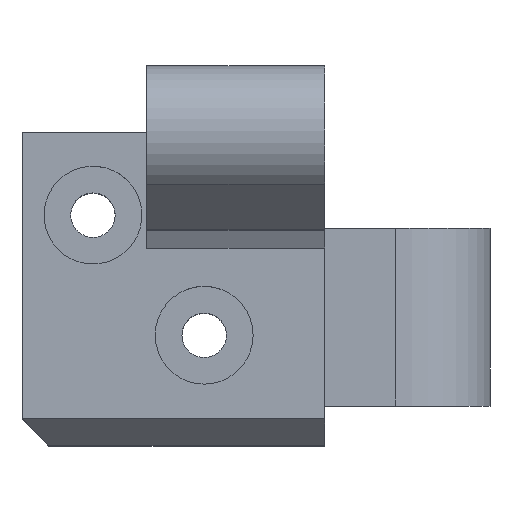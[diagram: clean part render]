
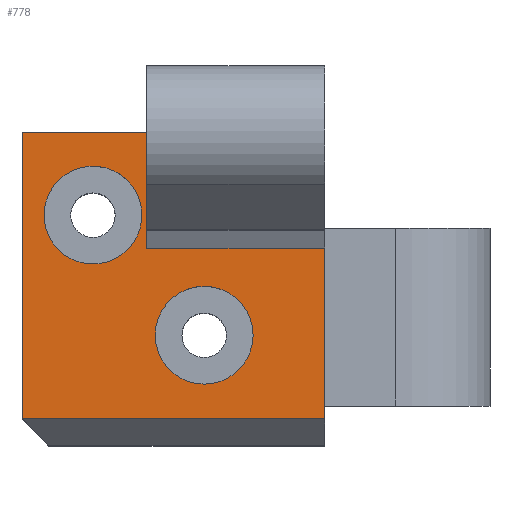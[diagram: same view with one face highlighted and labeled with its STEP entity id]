
A CAD part, top view. The second image highlights one B-rep face of the part: STEP entity #778.
In plain terms, the highlighted planar face has unit normal (0, 0, 1).
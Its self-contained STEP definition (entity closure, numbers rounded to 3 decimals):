
#46 = DIRECTION ( 'NONE',  ( 0., 0., 1. ) ) ;
#77 = EDGE_CURVE ( 'NONE', #397, #368, #457, .T. ) ;
#113 = EDGE_CURVE ( 'NONE', #520, #1666, #1099, .T. ) ;
#170 = VERTEX_POINT ( 'NONE', #429 ) ;
#190 = FACE_OUTER_BOUND ( 'NONE', #1521, .T. ) ;
#231 = ORIENTED_EDGE ( 'NONE', *, *, #77, .T. ) ;
#279 = VECTOR ( 'NONE', #1608, 1000. ) ;
#303 = EDGE_CURVE ( 'NONE', #398, #832, #782, .T. ) ;
#318 = CARTESIAN_POINT ( 'NONE',  ( 109.65, -11.45, 78.6 ) ) ;
#332 = DIRECTION ( 'NONE',  ( 0., 0., 1. ) ) ;
#345 = CARTESIAN_POINT ( 'NONE',  ( 83.625, 11.45, 78.6 ) ) ;
#349 = EDGE_CURVE ( 'NONE', #1666, #520, #1535, .T. ) ;
#368 = VERTEX_POINT ( 'NONE', #318 ) ;
#397 = VERTEX_POINT ( 'NONE', #1390 ) ;
#398 = VERTEX_POINT ( 'NONE', #485 ) ;
#419 = CIRCLE ( 'NONE', #1477, 5.5 ) ;
#429 = CARTESIAN_POINT ( 'NONE',  ( 89.65, 7.75, 78.6 ) ) ;
#453 = ORIENTED_EDGE ( 'NONE', *, *, #1305, .F. ) ;
#457 = LINE ( 'NONE', #1634, #279 ) ;
#485 = CARTESIAN_POINT ( 'NONE',  ( 83.178, 16.932, 78.6 ) ) ;
#490 = DIRECTION ( 'NONE',  ( 1., 0., 0. ) ) ;
#520 = VERTEX_POINT ( 'NONE', #675 ) ;
#548 = VECTOR ( 'NONE', #1729, 1000. ) ;
#596 = LINE ( 'NONE', #878, #814 ) ;
#612 = ORIENTED_EDGE ( 'NONE', *, *, #113, .F. ) ;
#623 = DIRECTION ( 'NONE',  ( 1., 0., 0. ) ) ;
#634 = CARTESIAN_POINT ( 'NONE',  ( 89.65, 20.75, 78.6 ) ) ;
#655 = ORIENTED_EDGE ( 'NONE', *, *, #1107, .F. ) ;
#675 = CARTESIAN_POINT ( 'NONE',  ( 101.624, -2.05, 78.6 ) ) ;
#687 = LINE ( 'NONE', #1866, #548 ) ;
#722 = CARTESIAN_POINT ( 'NONE',  ( 75.65, 20.75, 78.6 ) ) ;
#752 = DIRECTION ( 'NONE',  ( 0., 0., 1. ) ) ;
#778 = ADVANCED_FACE ( 'NONE', ( #190, #1649, #1227 ), #1678, .T. ) ;
#782 = CIRCLE ( 'NONE', #1382, 5.5 ) ;
#795 = DIRECTION ( 'NONE',  ( 0., -1., 0. ) ) ;
#814 = VECTOR ( 'NONE', #1468, 1000. ) ;
#817 = VECTOR ( 'NONE', #1838, 1000. ) ;
#832 = VERTEX_POINT ( 'NONE', #1569 ) ;
#878 = CARTESIAN_POINT ( 'NONE',  ( 89.65, 7.75, 78.6 ) ) ;
#900 = DIRECTION ( 'NONE',  ( 0., 0., 1. ) ) ;
#944 = CARTESIAN_POINT ( 'NONE',  ( 86.75, -9.45, 78.6 ) ) ;
#950 = LINE ( 'NONE', #1412, #817 ) ;
#973 = ORIENTED_EDGE ( 'NONE', *, *, #1470, .F. ) ;
#1015 = DIRECTION ( 'NONE',  ( 1., 0., 0. ) ) ;
#1017 = EDGE_LOOP ( 'NONE', ( #612, #1745 ) ) ;
#1021 = EDGE_CURVE ( 'NONE', #170, #1585, #596, .T. ) ;
#1029 = VERTEX_POINT ( 'NONE', #722 ) ;
#1040 = AXIS2_PLACEMENT_3D ( 'NONE', #1513, #46, #623 ) ;
#1073 = EDGE_CURVE ( 'NONE', #170, #1715, #1763, .T. ) ;
#1081 = ORIENTED_EDGE ( 'NONE', *, *, #1529, .T. ) ;
#1086 = LINE ( 'NONE', #1805, #1329 ) ;
#1099 = CIRCLE ( 'NONE', #1650, 5.5 ) ;
#1107 = EDGE_CURVE ( 'NONE', #397, #1029, #1086, .T. ) ;
#1227 = FACE_BOUND ( 'NONE', #1017, .T. ) ;
#1287 = EDGE_LOOP ( 'NONE', ( #1776, #973 ) ) ;
#1305 = EDGE_CURVE ( 'NONE', #1715, #368, #687, .T. ) ;
#1321 = ORIENTED_EDGE ( 'NONE', *, *, #1021, .T. ) ;
#1329 = VECTOR ( 'NONE', #1658, 1000. ) ;
#1333 = CARTESIAN_POINT ( 'NONE',  ( 89.65, 7.75, 78.6 ) ) ;
#1358 = DIRECTION ( 'NONE',  ( 1., 0., 0. ) ) ;
#1364 = DIRECTION ( 'NONE',  ( 0., 0., 1. ) ) ;
#1382 = AXIS2_PLACEMENT_3D ( 'NONE', #345, #1364, #1811 ) ;
#1390 = CARTESIAN_POINT ( 'NONE',  ( 75.65, -11.45, 78.6 ) ) ;
#1412 = CARTESIAN_POINT ( 'NONE',  ( 84.45, 20.75, 78.6 ) ) ;
#1422 = CARTESIAN_POINT ( 'NONE',  ( 109.65, 7.75, 78.6 ) ) ;
#1426 = ORIENTED_EDGE ( 'NONE', *, *, #1073, .F. ) ;
#1468 = DIRECTION ( 'NONE',  ( 0., 1., 0. ) ) ;
#1470 = EDGE_CURVE ( 'NONE', #832, #398, #419, .T. ) ;
#1477 = AXIS2_PLACEMENT_3D ( 'NONE', #1635, #900, #1015 ) ;
#1513 = CARTESIAN_POINT ( 'NONE',  ( 96.124, -2.05, 78.6 ) ) ;
#1521 = EDGE_LOOP ( 'NONE', ( #1426, #1321, #1081, #655, #231, #453 ) ) ;
#1529 = EDGE_CURVE ( 'NONE', #1585, #1029, #950, .T. ) ;
#1535 = CIRCLE ( 'NONE', #1040, 5.5 ) ;
#1569 = CARTESIAN_POINT ( 'NONE',  ( 84.071, 5.968, 78.6 ) ) ;
#1585 = VERTEX_POINT ( 'NONE', #634 ) ;
#1588 = CARTESIAN_POINT ( 'NONE',  ( 90.624, -2.05, 78.6 ) ) ;
#1596 = VECTOR ( 'NONE', #490, 1000. ) ;
#1608 = DIRECTION ( 'NONE',  ( 1., 0., 0. ) ) ;
#1634 = CARTESIAN_POINT ( 'NONE',  ( 107.65, -11.45, 78.6 ) ) ;
#1635 = CARTESIAN_POINT ( 'NONE',  ( 83.625, 11.45, 78.6 ) ) ;
#1649 = FACE_BOUND ( 'NONE', #1287, .T. ) ;
#1650 = AXIS2_PLACEMENT_3D ( 'NONE', #1788, #752, #1358 ) ;
#1658 = DIRECTION ( 'NONE',  ( 0., 1., 0. ) ) ;
#1666 = VERTEX_POINT ( 'NONE', #1588 ) ;
#1678 = PLANE ( 'NONE',  #1842 ) ;
#1715 = VERTEX_POINT ( 'NONE', #1422 ) ;
#1729 = DIRECTION ( 'NONE',  ( 0., -1., 0. ) ) ;
#1745 = ORIENTED_EDGE ( 'NONE', *, *, #349, .F. ) ;
#1763 = LINE ( 'NONE', #1333, #1596 ) ;
#1776 = ORIENTED_EDGE ( 'NONE', *, *, #303, .F. ) ;
#1788 = CARTESIAN_POINT ( 'NONE',  ( 96.124, -2.05, 78.6 ) ) ;
#1805 = CARTESIAN_POINT ( 'NONE',  ( 75.65, 2.65, 78.6 ) ) ;
#1811 = DIRECTION ( 'NONE',  ( 1., 0., 0. ) ) ;
#1838 = DIRECTION ( 'NONE',  ( -1., 0., 0. ) ) ;
#1842 = AXIS2_PLACEMENT_3D ( 'NONE', #944, #332, #795 ) ;
#1866 = CARTESIAN_POINT ( 'NONE',  ( 109.65, 0., 78.6 ) ) ;
